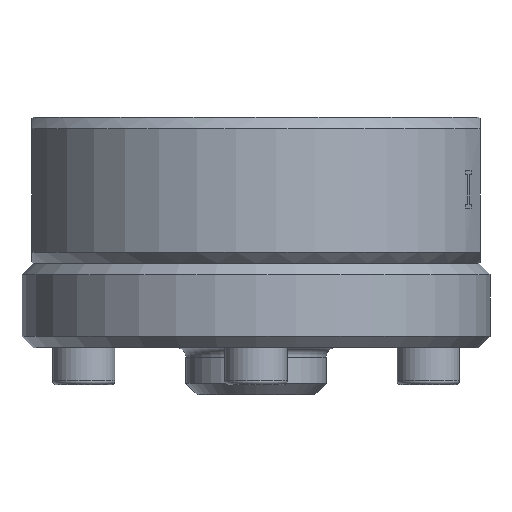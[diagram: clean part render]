
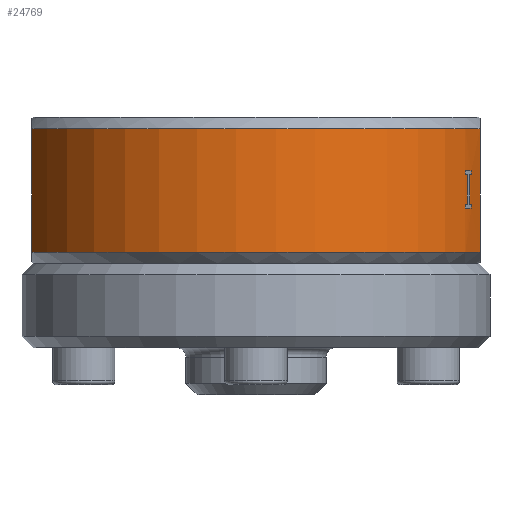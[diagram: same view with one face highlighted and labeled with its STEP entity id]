
A CAD part, front view. The second image highlights one B-rep face of the part: STEP entity #24769.
In plain terms, the highlighted cylindrical face has radius 31.75 mm (diameter 63.5 mm), a partial arc.
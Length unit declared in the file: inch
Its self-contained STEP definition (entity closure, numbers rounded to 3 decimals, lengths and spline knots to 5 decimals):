
#148=CYLINDRICAL_SURFACE('',#26057,1.25);
#1044=LINE('',#34338,#4144);
#1047=LINE('',#34346,#4147);
#1050=LINE('',#34354,#4150);
#1053=LINE('',#34362,#4153);
#1056=LINE('',#34370,#4156);
#1059=LINE('',#34378,#4159);
#2151=LINE('',#37971,#5251);
#2154=LINE('',#38015,#5254);
#4144=VECTOR('',#27287,0.3937);
#4147=VECTOR('',#27296,0.3937);
#4150=VECTOR('',#27305,0.3937);
#4153=VECTOR('',#27314,0.3937);
#4156=VECTOR('',#27323,0.3937);
#4159=VECTOR('',#27332,0.3937);
#5251=VECTOR('',#29514,0.3937);
#5254=VECTOR('',#29529,0.3937);
#6849=FACE_BOUND('',#8936,.T.);
#7565=FACE_OUTER_BOUND('',#8935,.T.);
#8935=EDGE_LOOP('',(#19386,#19387,#19388,#19389));
#8936=EDGE_LOOP('',(#19390,#19391,#19392,#19393,#19394,#19395,#19396,#19397,
#19398,#19399,#19400,#19401));
#9693=CIRCLE('',#25494,1.25);
#9694=CIRCLE('',#25497,1.25);
#9695=CIRCLE('',#25500,1.25);
#9696=CIRCLE('',#25503,1.25);
#9697=CIRCLE('',#25506,1.25);
#9698=CIRCLE('',#25509,1.25);
#9714=CIRCLE('',#26056,1.25);
#9715=CIRCLE('',#26058,1.25);
#10368=VERTEX_POINT('',#34335);
#10369=VERTEX_POINT('',#34337);
#10370=VERTEX_POINT('',#34341);
#10371=VERTEX_POINT('',#34345);
#10372=VERTEX_POINT('',#34349);
#10373=VERTEX_POINT('',#34353);
#10374=VERTEX_POINT('',#34357);
#10375=VERTEX_POINT('',#34361);
#10376=VERTEX_POINT('',#34365);
#10377=VERTEX_POINT('',#34369);
#10378=VERTEX_POINT('',#34373);
#10379=VERTEX_POINT('',#34377);
#11019=VERTEX_POINT('',#37961);
#11021=VERTEX_POINT('',#37967);
#11026=VERTEX_POINT('',#37999);
#11029=VERTEX_POINT('',#38013);
#12791=EDGE_CURVE('',#10369,#10368,#1044,.T.);
#12793=EDGE_CURVE('',#10370,#10369,#9693,.T.);
#12795=EDGE_CURVE('',#10371,#10370,#1047,.T.);
#12797=EDGE_CURVE('',#10372,#10371,#9694,.T.);
#12799=EDGE_CURVE('',#10373,#10372,#1050,.T.);
#12801=EDGE_CURVE('',#10374,#10373,#9695,.T.);
#12803=EDGE_CURVE('',#10375,#10374,#1053,.T.);
#12805=EDGE_CURVE('',#10376,#10375,#9696,.T.);
#12807=EDGE_CURVE('',#10377,#10376,#1056,.T.);
#12809=EDGE_CURVE('',#10378,#10377,#9697,.T.);
#12811=EDGE_CURVE('',#10379,#10378,#1059,.T.);
#12813=EDGE_CURVE('',#10368,#10379,#9698,.T.);
#14020=EDGE_CURVE('',#11019,#11021,#2151,.T.);
#14029=EDGE_CURVE('',#11019,#11026,#9714,.T.);
#14033=EDGE_CURVE('',#11029,#11021,#9715,.T.);
#14034=EDGE_CURVE('',#11029,#11026,#2154,.T.);
#19386=ORIENTED_EDGE('',*,*,#14020,.T.);
#19387=ORIENTED_EDGE('',*,*,#14033,.F.);
#19388=ORIENTED_EDGE('',*,*,#14034,.T.);
#19389=ORIENTED_EDGE('',*,*,#14029,.F.);
#19390=ORIENTED_EDGE('',*,*,#12791,.T.);
#19391=ORIENTED_EDGE('',*,*,#12813,.T.);
#19392=ORIENTED_EDGE('',*,*,#12811,.T.);
#19393=ORIENTED_EDGE('',*,*,#12809,.T.);
#19394=ORIENTED_EDGE('',*,*,#12807,.T.);
#19395=ORIENTED_EDGE('',*,*,#12805,.T.);
#19396=ORIENTED_EDGE('',*,*,#12803,.T.);
#19397=ORIENTED_EDGE('',*,*,#12801,.T.);
#19398=ORIENTED_EDGE('',*,*,#12799,.T.);
#19399=ORIENTED_EDGE('',*,*,#12797,.T.);
#19400=ORIENTED_EDGE('',*,*,#12795,.T.);
#19401=ORIENTED_EDGE('',*,*,#12793,.T.);
#24769=ADVANCED_FACE('',(#7565,#6849),#148,.T.);
#25494=AXIS2_PLACEMENT_3D('',#34342,#27291,#27292);
#25497=AXIS2_PLACEMENT_3D('',#34350,#27300,#27301);
#25500=AXIS2_PLACEMENT_3D('',#34358,#27309,#27310);
#25503=AXIS2_PLACEMENT_3D('',#34366,#27318,#27319);
#25506=AXIS2_PLACEMENT_3D('',#34374,#27327,#27328);
#25509=AXIS2_PLACEMENT_3D('',#34381,#27336,#27337);
#26056=AXIS2_PLACEMENT_3D('',#38000,#29523,#29524);
#26057=AXIS2_PLACEMENT_3D('',#38012,#29525,#29526);
#26058=AXIS2_PLACEMENT_3D('',#38014,#29527,#29528);
#27287=DIRECTION('',(0.,0.,-1.));
#27291=DIRECTION('center_axis',(0.,0.,1.));
#27292=DIRECTION('ref_axis',(-1.,0.,0.));
#27296=DIRECTION('',(0.,0.,-1.));
#27300=DIRECTION('center_axis',(0.,0.,-1.));
#27301=DIRECTION('ref_axis',(-1.,0.,0.));
#27305=DIRECTION('',(0.,0.,-1.));
#27309=DIRECTION('center_axis',(0.,0.,1.));
#27310=DIRECTION('ref_axis',(-1.,0.,0.));
#27314=DIRECTION('',(0.,0.,1.));
#27318=DIRECTION('center_axis',(0.,0.,-1.));
#27319=DIRECTION('ref_axis',(-1.,0.,0.));
#27323=DIRECTION('',(0.,0.,1.));
#27327=DIRECTION('center_axis',(0.,0.,1.));
#27328=DIRECTION('ref_axis',(-1.,0.,0.));
#27332=DIRECTION('',(0.,0.,1.));
#27336=DIRECTION('center_axis',(0.,0.,-1.));
#27337=DIRECTION('ref_axis',(-1.,0.,0.));
#29514=DIRECTION('',(0.,0.,1.));
#29523=DIRECTION('center_axis',(0.,0.,-1.));
#29524=DIRECTION('ref_axis',(-1.,0.,0.));
#29525=DIRECTION('center_axis',(0.,0.,1.));
#29526=DIRECTION('ref_axis',(-1.,0.,0.));
#29527=DIRECTION('center_axis',(0.,0.,1.));
#29528=DIRECTION('ref_axis',(-1.,0.,0.));
#29529=DIRECTION('',(0.,0.,-1.));
#34335=CARTESIAN_POINT('',(1.15083,-0.48795,-0.09391));
#34337=CARTESIAN_POINT('',(1.15083,-0.48795,-0.07349));
#34338=CARTESIAN_POINT('',(1.15083,-0.48795,0.));
#34341=CARTESIAN_POINT('',(1.14066,-0.51127,-0.07349));
#34342=CARTESIAN_POINT('Origin',(0.,0.,-0.07349));
#34345=CARTESIAN_POINT('',(1.14066,-0.51127,0.08567));
#34346=CARTESIAN_POINT('',(1.14066,-0.51127,0.));
#34349=CARTESIAN_POINT('',(1.15083,-0.48795,0.08567));
#34350=CARTESIAN_POINT('Origin',(0.,0.,0.08567));
#34353=CARTESIAN_POINT('',(1.15083,-0.48795,0.10609));
#34354=CARTESIAN_POINT('',(1.15083,-0.48795,0.));
#34357=CARTESIAN_POINT('',(1.1184,-0.55829,0.10609));
#34358=CARTESIAN_POINT('Origin',(0.,0.,0.10609));
#34361=CARTESIAN_POINT('',(1.1184,-0.55829,0.08567));
#34362=CARTESIAN_POINT('',(1.1184,-0.55829,0.));
#34365=CARTESIAN_POINT('',(1.12953,-0.53541,0.08567));
#34366=CARTESIAN_POINT('Origin',(0.,0.,0.08567));
#34369=CARTESIAN_POINT('',(1.12953,-0.53541,-0.07349));
#34370=CARTESIAN_POINT('',(1.12953,-0.53541,0.));
#34373=CARTESIAN_POINT('',(1.1184,-0.55829,-0.07349));
#34374=CARTESIAN_POINT('Origin',(0.,0.,-0.07349));
#34377=CARTESIAN_POINT('',(1.1184,-0.55829,-0.09391));
#34378=CARTESIAN_POINT('',(1.1184,-0.55829,0.));
#34381=CARTESIAN_POINT('Origin',(0.,0.,-0.09391));
#37961=CARTESIAN_POINT('',(1.19704,-0.36,-0.33));
#37967=CARTESIAN_POINT('',(1.19704,-0.36,0.33));
#37971=CARTESIAN_POINT('',(1.19704,-0.36,0.));
#37999=CARTESIAN_POINT('',(-1.19704,-0.36,-0.33));
#38000=CARTESIAN_POINT('Origin',(0.,0.,-0.33));
#38012=CARTESIAN_POINT('Origin',(0.,0.,0.));
#38013=CARTESIAN_POINT('',(-1.19704,-0.36,0.33));
#38014=CARTESIAN_POINT('Origin',(0.,0.,0.33));
#38015=CARTESIAN_POINT('',(-1.19704,-0.36,0.));
